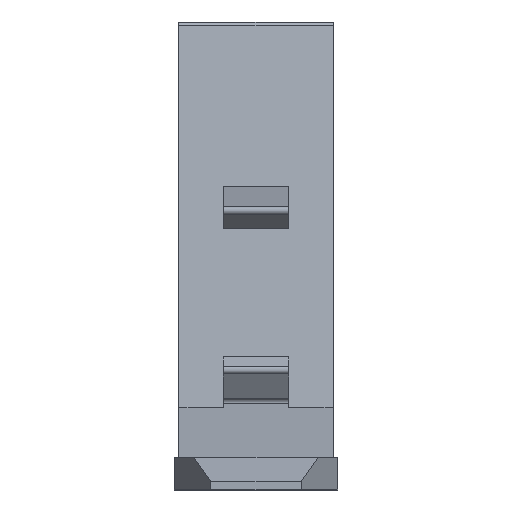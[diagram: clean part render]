
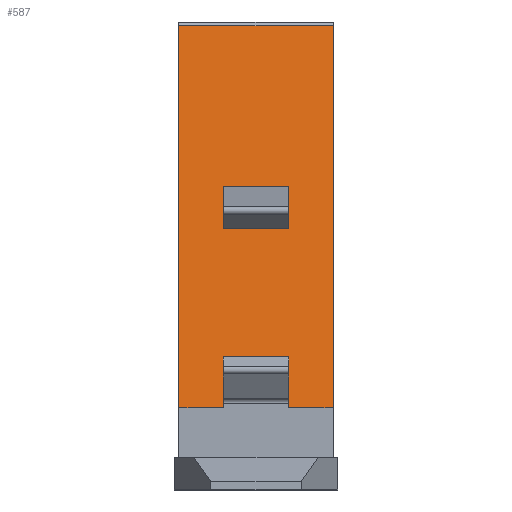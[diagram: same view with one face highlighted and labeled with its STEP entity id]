
A CAD part, left-side view. The second image highlights one B-rep face of the part: STEP entity #587.
In plain terms, the highlighted planar face has unit normal (-0.989, 0, 0.149).
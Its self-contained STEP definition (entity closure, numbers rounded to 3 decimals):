
#12 = LINE ( 'NONE', #1803, #451 ) ;
#18 = ORIENTED_EDGE ( 'NONE', *, *, #1644, .T. ) ;
#21 = EDGE_CURVE ( 'NONE', #1885, #544, #1854, .T. ) ;
#36 = DIRECTION ( 'NONE',  ( 0.149, 0., 0.989 ) ) ;
#46 = CARTESIAN_POINT ( 'NONE',  ( -21.982, -4.7, 18.117 ) ) ;
#106 = DIRECTION ( 'NONE',  ( 0., -1., 0. ) ) ;
#164 = CARTESIAN_POINT ( 'NONE',  ( -23.461, -4.7, 8.33 ) ) ;
#165 = EDGE_CURVE ( 'NONE', #1506, #291, #365, .T. ) ;
#183 = VECTOR ( 'NONE', #2320, 1000. ) ;
#208 = LINE ( 'NONE', #1423, #1017 ) ;
#231 = DIRECTION ( 'NONE',  ( -0.149, 0., -0.989 ) ) ;
#291 = VERTEX_POINT ( 'NONE', #2047 ) ;
#305 = CARTESIAN_POINT ( 'NONE',  ( -25.5, 4.7, -5.17 ) ) ;
#365 = LINE ( 'NONE', #1166, #2267 ) ;
#395 = VERTEX_POINT ( 'NONE', #817 ) ;
#444 = CARTESIAN_POINT ( 'NONE',  ( -21.95, -2., 18.33 ) ) ;
#451 = VECTOR ( 'NONE', #36, 1000. ) ;
#461 = CARTESIAN_POINT ( 'NONE',  ( -23.763, -2., 6.33 ) ) ;
#466 = ORIENTED_EDGE ( 'NONE', *, *, #575, .T. ) ;
#515 = CARTESIAN_POINT ( 'NONE',  ( -25.5, -2., -5.17 ) ) ;
#516 = CARTESIAN_POINT ( 'NONE',  ( -21.95, -2., 18.33 ) ) ;
#527 = CARTESIAN_POINT ( 'NONE',  ( -23.763, -4.7, 6.33 ) ) ;
#544 = VERTEX_POINT ( 'NONE', #305 ) ;
#565 = VERTEX_POINT ( 'NONE', #2273 ) ;
#575 = EDGE_CURVE ( 'NONE', #395, #2362, #1723, .T. ) ;
#587 = ADVANCED_FACE ( 'NONE', ( #2077, #1911 ), #746, .F. ) ;
#592 = ORIENTED_EDGE ( 'NONE', *, *, #797, .T. ) ;
#622 = DIRECTION ( 'NONE',  ( -0.149, 0., -0.989 ) ) ;
#675 = VECTOR ( 'NONE', #1243, 1000. ) ;
#746 = PLANE ( 'NONE',  #2151 ) ;
#760 = VECTOR ( 'NONE', #106, 1000. ) ;
#797 = EDGE_CURVE ( 'NONE', #925, #1288, #12, .T. ) ;
#801 = CARTESIAN_POINT ( 'NONE',  ( -21.982, -4.7, 18.117 ) ) ;
#810 = CARTESIAN_POINT ( 'NONE',  ( -23.461, 2., 8.33 ) ) ;
#815 = LINE ( 'NONE', #801, #1664 ) ;
#817 = CARTESIAN_POINT ( 'NONE',  ( -25.5, -2., -5.17 ) ) ;
#822 = DIRECTION ( 'NONE',  ( 0., 1., 0. ) ) ;
#834 = DIRECTION ( 'NONE',  ( 0.149, 0., 0.989 ) ) ;
#859 = LINE ( 'NONE', #2007, #2528 ) ;
#860 = CARTESIAN_POINT ( 'NONE',  ( -25.5, 2., -5.17 ) ) ;
#925 = VERTEX_POINT ( 'NONE', #1158 ) ;
#1002 = CARTESIAN_POINT ( 'NONE',  ( -21.982, -4.7, 18.117 ) ) ;
#1006 = ORIENTED_EDGE ( 'NONE', *, *, #2088, .T. ) ;
#1017 = VECTOR ( 'NONE', #231, 1000. ) ;
#1128 = VECTOR ( 'NONE', #2419, 1000. ) ;
#1158 = CARTESIAN_POINT ( 'NONE',  ( -23.763, 2., 6.33 ) ) ;
#1160 = EDGE_LOOP ( 'NONE', ( #592, #1250, #1006, #2005 ) ) ;
#1166 = CARTESIAN_POINT ( 'NONE',  ( -25.122, -4.7, -2.67 ) ) ;
#1243 = DIRECTION ( 'NONE',  ( -0.149, 0., -0.989 ) ) ;
#1250 = ORIENTED_EDGE ( 'NONE', *, *, #1841, .F. ) ;
#1254 = LINE ( 'NONE', #860, #1828 ) ;
#1288 = VERTEX_POINT ( 'NONE', #810 ) ;
#1294 = EDGE_CURVE ( 'NONE', #2006, #925, #859, .T. ) ;
#1309 = ORIENTED_EDGE ( 'NONE', *, *, #165, .F. ) ;
#1319 = LINE ( 'NONE', #516, #2189 ) ;
#1338 = EDGE_CURVE ( 'NONE', #2292, #544, #208, .T. ) ;
#1391 = DIRECTION ( 'NONE',  ( 0., 1., 0. ) ) ;
#1423 = CARTESIAN_POINT ( 'NONE',  ( -23.763, 4.7, 6.33 ) ) ;
#1437 = LINE ( 'NONE', #444, #675 ) ;
#1465 = EDGE_CURVE ( 'NONE', #2087, #2362, #2391, .T. ) ;
#1492 = CARTESIAN_POINT ( 'NONE',  ( -25.5, 2., -5.17 ) ) ;
#1506 = VERTEX_POINT ( 'NONE', #1561 ) ;
#1534 = LINE ( 'NONE', #164, #183 ) ;
#1546 = VECTOR ( 'NONE', #622, 1000. ) ;
#1561 = CARTESIAN_POINT ( 'NONE',  ( -25.122, -2., -2.67 ) ) ;
#1644 = EDGE_CURVE ( 'NONE', #1885, #291, #1254, .T. ) ;
#1664 = VECTOR ( 'NONE', #1391, 1000. ) ;
#1682 = DIRECTION ( 'NONE',  ( 0.989, 0., -0.149 ) ) ;
#1723 = LINE ( 'NONE', #515, #760 ) ;
#1799 = ORIENTED_EDGE ( 'NONE', *, *, #2384, .T. ) ;
#1803 = CARTESIAN_POINT ( 'NONE',  ( -25.5, 2., -5.17 ) ) ;
#1828 = VECTOR ( 'NONE', #834, 1000. ) ;
#1841 = EDGE_CURVE ( 'NONE', #565, #1288, #1534, .T. ) ;
#1854 = LINE ( 'NONE', #2226, #1128 ) ;
#1861 = ORIENTED_EDGE ( 'NONE', *, *, #1465, .F. ) ;
#1885 = VERTEX_POINT ( 'NONE', #1492 ) ;
#1900 = DIRECTION ( 'NONE',  ( 0., 1., 0. ) ) ;
#1911 = FACE_OUTER_BOUND ( 'NONE', #2228, .T. ) ;
#1916 = EDGE_CURVE ( 'NONE', #2087, #2292, #815, .T. ) ;
#1925 = CARTESIAN_POINT ( 'NONE',  ( -21.982, 4.7, 18.117 ) ) ;
#2005 = ORIENTED_EDGE ( 'NONE', *, *, #1294, .T. ) ;
#2006 = VERTEX_POINT ( 'NONE', #461 ) ;
#2007 = CARTESIAN_POINT ( 'NONE',  ( -23.763, -4.7, 6.33 ) ) ;
#2047 = CARTESIAN_POINT ( 'NONE',  ( -25.122, 2., -2.67 ) ) ;
#2077 = FACE_BOUND ( 'NONE', #1160, .T. ) ;
#2087 = VERTEX_POINT ( 'NONE', #46 ) ;
#2088 = EDGE_CURVE ( 'NONE', #565, #2006, #1437, .T. ) ;
#2151 = AXIS2_PLACEMENT_3D ( 'NONE', #527, #1682, #2249 ) ;
#2189 = VECTOR ( 'NONE', #2260, 1000. ) ;
#2226 = CARTESIAN_POINT ( 'NONE',  ( -25.5, 2., -5.17 ) ) ;
#2228 = EDGE_LOOP ( 'NONE', ( #2279, #2544, #2368, #18, #1309, #1799, #466, #1861 ) ) ;
#2249 = DIRECTION ( 'NONE',  ( 0., -1., 0. ) ) ;
#2260 = DIRECTION ( 'NONE',  ( -0.149, 0., -0.989 ) ) ;
#2267 = VECTOR ( 'NONE', #1900, 1000. ) ;
#2273 = CARTESIAN_POINT ( 'NONE',  ( -23.461, -2., 8.33 ) ) ;
#2279 = ORIENTED_EDGE ( 'NONE', *, *, #1916, .T. ) ;
#2287 = CARTESIAN_POINT ( 'NONE',  ( -25.5, -4.7, -5.17 ) ) ;
#2292 = VERTEX_POINT ( 'NONE', #1925 ) ;
#2320 = DIRECTION ( 'NONE',  ( 0., 1., 0. ) ) ;
#2362 = VERTEX_POINT ( 'NONE', #2287 ) ;
#2368 = ORIENTED_EDGE ( 'NONE', *, *, #21, .F. ) ;
#2384 = EDGE_CURVE ( 'NONE', #1506, #395, #1319, .T. ) ;
#2391 = LINE ( 'NONE', #1002, #1546 ) ;
#2419 = DIRECTION ( 'NONE',  ( 0., 1., 0. ) ) ;
#2528 = VECTOR ( 'NONE', #822, 1000. ) ;
#2544 = ORIENTED_EDGE ( 'NONE', *, *, #1338, .T. ) ;
